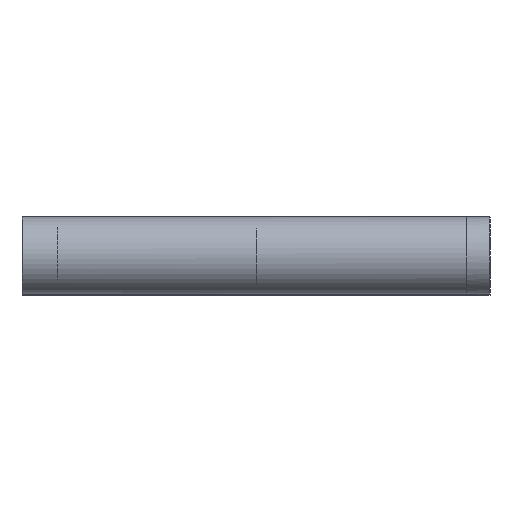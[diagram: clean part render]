
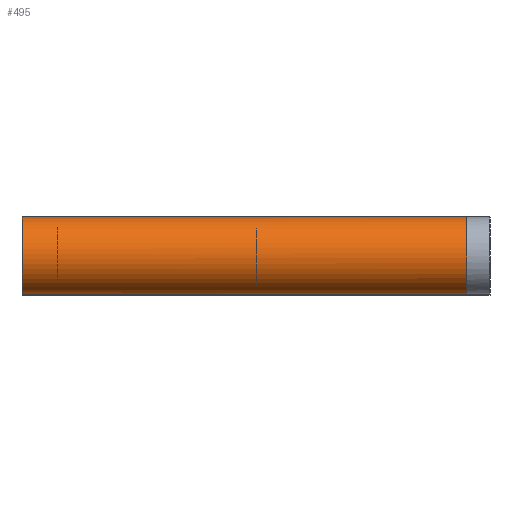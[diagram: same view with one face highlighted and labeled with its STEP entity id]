
A CAD part, left-side view. The second image highlights one B-rep face of the part: STEP entity #495.
In plain terms, the highlighted cylindrical face has radius 10 mm (diameter 20 mm), a partial arc.
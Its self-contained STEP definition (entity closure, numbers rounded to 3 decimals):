
#495=ADVANCED_FACE('',(#815),#5361,.T.);
#815=FACE_OUTER_BOUND('',#1144,.T.);
#1144=EDGE_LOOP('',(#1725,#1726,#1727,#1728));
#1725=ORIENTED_EDGE('',*,*,#3227,.T.);
#1726=ORIENTED_EDGE('',*,*,#3230,.T.);
#1727=ORIENTED_EDGE('',*,*,#3229,.T.);
#1728=ORIENTED_EDGE('',*,*,#3228,.T.);
#3227=EDGE_CURVE('',#4850,#4861,#4212,.T.);
#3228=EDGE_CURVE('',#4849,#4850,#4010,.T.);
#3229=EDGE_CURVE('',#4862,#4849,#4213,.T.);
#3230=EDGE_CURVE('',#4861,#4862,#4011,.T.);
#4010=(
BOUNDED_CURVE()
B_SPLINE_CURVE(2,(#7611,#7612,#7613,#7614,#7615),.UNSPECIFIED.,.F.,.F.)
B_SPLINE_CURVE_WITH_KNOTS((3,2,3),(-31.416,-15.708,0.),
 .UNSPECIFIED.)
CURVE()
GEOMETRIC_REPRESENTATION_ITEM()
RATIONAL_B_SPLINE_CURVE((1.,0.707,1.,0.707,1.))
REPRESENTATION_ITEM('')
);
#4011=(
BOUNDED_CURVE()
B_SPLINE_CURVE(2,(#7618,#7619,#7620,#7621,#7622),.UNSPECIFIED.,.F.,.F.)
B_SPLINE_CURVE_WITH_KNOTS((3,2,3),(-31.416,-15.708,0.),
 .UNSPECIFIED.)
CURVE()
GEOMETRIC_REPRESENTATION_ITEM()
RATIONAL_B_SPLINE_CURVE((1.,0.707,1.,0.707,1.))
REPRESENTATION_ITEM('')
);
#4212=B_SPLINE_CURVE_WITH_KNOTS('',1,(#7609,#7610),.UNSPECIFIED.,.F.,.F.,
(2,2),(-114.,0.),.UNSPECIFIED.);
#4213=B_SPLINE_CURVE_WITH_KNOTS('',1,(#7616,#7617),.UNSPECIFIED.,.F.,.F.,
(2,2),(-114.,0.),.UNSPECIFIED.);
#4849=VERTEX_POINT('',#7508);
#4850=VERTEX_POINT('',#7509);
#4861=VERTEX_POINT('',#7520);
#4862=VERTEX_POINT('',#7521);
#5361=CYLINDRICAL_SURFACE('',#6011,10.);
#6011=AXIS2_PLACEMENT_3D('',#7466,#6340,$);
#6340=DIRECTION('',(1.,0.,0.));
#7466=CARTESIAN_POINT('',(0.,0.,0.));
#7508=CARTESIAN_POINT('',(-57.,10.,0.));
#7509=CARTESIAN_POINT('',(-57.,-10.,0.));
#7520=CARTESIAN_POINT('',(57.,-10.,0.));
#7521=CARTESIAN_POINT('',(57.,10.,0.));
#7609=CARTESIAN_POINT('',(-57.,-10.,0.));
#7610=CARTESIAN_POINT('',(57.,-10.,0.));
#7611=CARTESIAN_POINT('',(-57.,10.,0.));
#7612=CARTESIAN_POINT('',(-57.,10.,10.));
#7613=CARTESIAN_POINT('',(-57.,0.,10.));
#7614=CARTESIAN_POINT('',(-57.,-10.,10.));
#7615=CARTESIAN_POINT('',(-57.,-10.,0.));
#7616=CARTESIAN_POINT('',(57.,10.,0.));
#7617=CARTESIAN_POINT('',(-57.,10.,0.));
#7618=CARTESIAN_POINT('',(57.,-10.,0.));
#7619=CARTESIAN_POINT('',(57.,-10.,10.));
#7620=CARTESIAN_POINT('',(57.,0.,10.));
#7621=CARTESIAN_POINT('',(57.,10.,10.));
#7622=CARTESIAN_POINT('',(57.,10.,0.));
